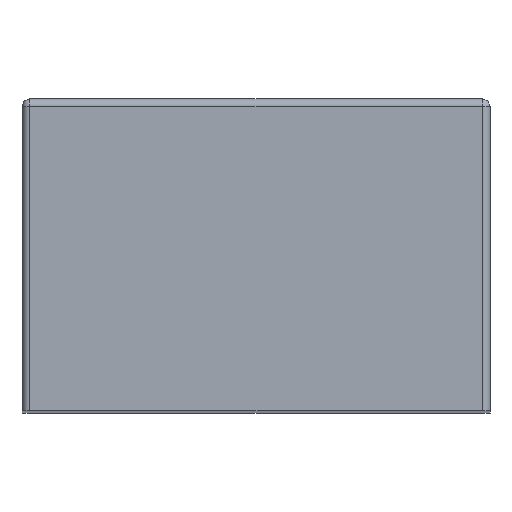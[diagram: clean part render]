
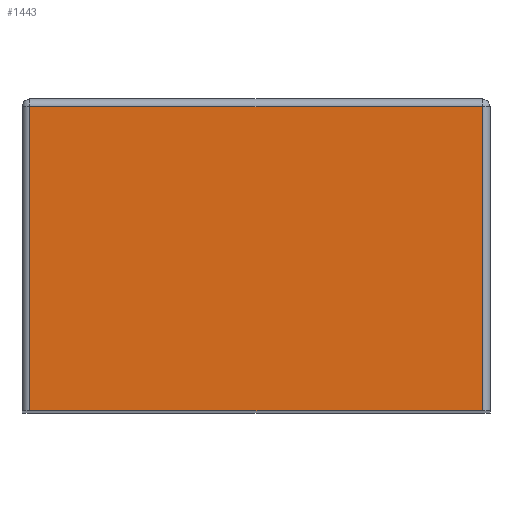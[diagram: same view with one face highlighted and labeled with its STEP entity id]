
A CAD part, top view. The second image highlights one B-rep face of the part: STEP entity #1443.
In plain terms, the highlighted planar face has unit normal (0, 0, 1).
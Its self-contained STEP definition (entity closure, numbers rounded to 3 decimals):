
#66=PLANE('',#1648);
#177=FACE_OUTER_BOUND('',#276,.T.);
#276=EDGE_LOOP('',(#1278,#1279,#1280,#1281));
#283=LINE('',#2144,#379);
#372=LINE('',#2746,#468);
#373=LINE('',#2749,#469);
#374=LINE('',#2750,#470);
#379=VECTOR('',#1662,10.);
#468=VECTOR('',#2115,10.);
#469=VECTOR('',#2118,10.);
#470=VECTOR('',#2119,10.);
#572=VERTEX_POINT('',#2141);
#573=VERTEX_POINT('',#2143);
#683=VERTEX_POINT('',#2744);
#684=VERTEX_POINT('',#2748);
#687=EDGE_CURVE('',#572,#573,#283,.T.);
#886=EDGE_CURVE('',#683,#572,#372,.T.);
#887=EDGE_CURVE('',#683,#684,#373,.T.);
#888=EDGE_CURVE('',#573,#684,#374,.T.);
#1278=ORIENTED_EDGE('',*,*,#687,.F.);
#1279=ORIENTED_EDGE('',*,*,#886,.F.);
#1280=ORIENTED_EDGE('',*,*,#887,.T.);
#1281=ORIENTED_EDGE('',*,*,#888,.F.);
#1443=ADVANCED_FACE('',(#177),#66,.T.);
#1648=AXIS2_PLACEMENT_3D('',#2747,#2116,#2117);
#1662=DIRECTION('',(1.,0.,0.));
#2115=DIRECTION('',(0.,1.,0.));
#2116=DIRECTION('center_axis',(0.,0.,1.));
#2117=DIRECTION('ref_axis',(1.,0.,0.));
#2118=DIRECTION('',(1.,0.,0.));
#2119=DIRECTION('',(0.,-1.,0.));
#2141=CARTESIAN_POINT('',(-29.,39.,75.));
#2143=CARTESIAN_POINT('',(29.,39.,75.));
#2144=CARTESIAN_POINT('',(-15.,39.,75.));
#2744=CARTESIAN_POINT('',(-29.,0.,75.));
#2746=CARTESIAN_POINT('',(-29.,0.,75.));
#2747=CARTESIAN_POINT('Origin',(-30.,0.,75.));
#2748=CARTESIAN_POINT('',(29.,0.,75.));
#2749=CARTESIAN_POINT('',(-30.,0.,75.));
#2750=CARTESIAN_POINT('',(29.,0.,75.));
